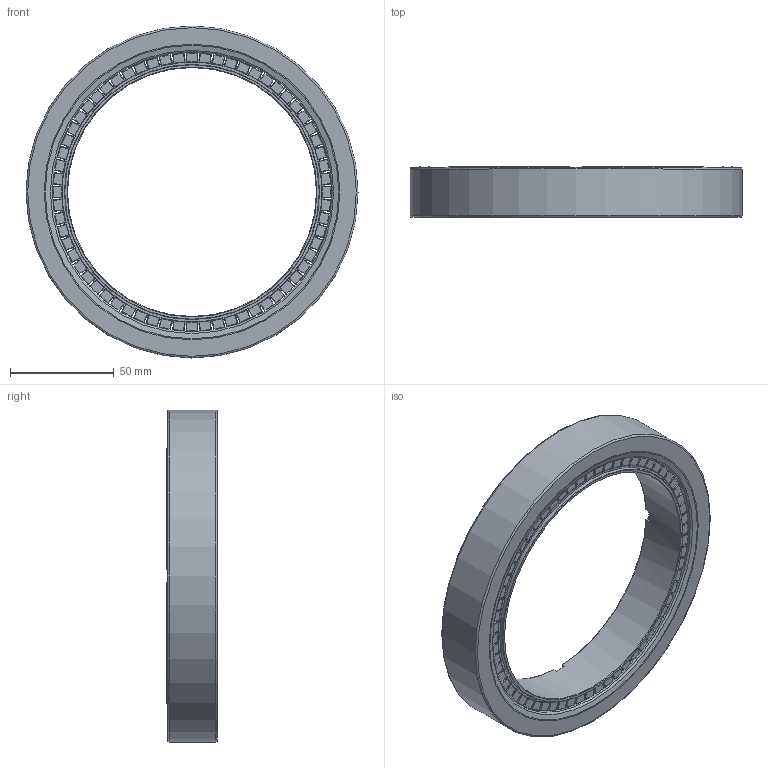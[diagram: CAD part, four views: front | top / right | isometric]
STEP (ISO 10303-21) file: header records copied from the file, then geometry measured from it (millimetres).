
FILE_DESCRIPTION(/* description */ (''),/* implementation_level */ '2;1');
FILE_NAME(/* name */ 'ATD 160x16.stp',/* time_stamp */ '2023-01-16T10:12:54+05:00',/* author */ ('DolgushevVS'),/* organization */ (''),/* preprocessor_version */ 'ST-DEVELOPER v18.1',/* originating_system */ 'Autodesk Inventor 2021',/* authorisation */ '');
FILE_SCHEMA (('AUTOMOTIVE_DESIGN { 1 0 10303 214 3 1 1 }'));
Products named in the file (1): ATD 160x16 упрощенный
Bounding box: 160 x 24.5 x 160 mm (x, y, z)
Volume: 186323.2 mm3; surface area: 94541.1 mm2
Topology: 67 solids, 68 shells, 2298 faces, 4802 edges, 2689 vertices
Faces by surface type: cylinder 1007, plane 633, sphere 512, torus 133, cone 13
Full cylindrical faces by diameter (mm): 0.6 x24, 1.2 x6, 3 x24, 120 x1, 123 x2, 135 x2, 155 x1, 156.8 x1, 157.2 x1, 160 x1
Entity records: 62666 total; most frequent: DIRECTION 11846, CARTESIAN_POINT 9790, ORIENTED_EDGE 9604, EDGE_CURVE 4802, AXIS2_PLACEMENT_3D 4745, VERTEX_POINT 2689, CIRCLE 2446, EDGE_LOOP 2415
